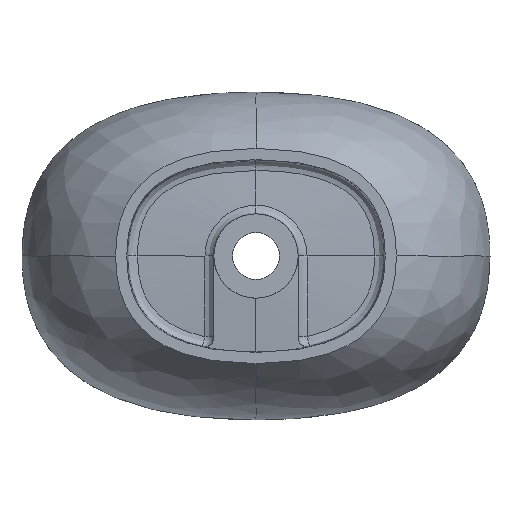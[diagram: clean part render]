
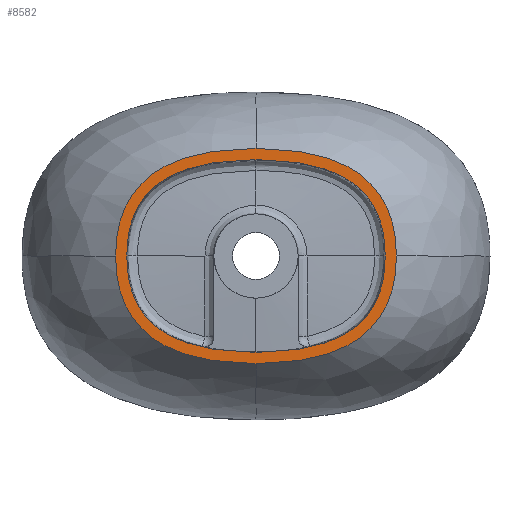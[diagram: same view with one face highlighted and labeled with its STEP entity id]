
A CAD part, front view. The second image highlights one B-rep face of the part: STEP entity #8582.
In plain terms, the highlighted planar face has unit normal (0, -1, 0).
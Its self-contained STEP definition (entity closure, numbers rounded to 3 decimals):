
#45=CARTESIAN_POINT('',(0.,-160.,-115.));
#2281=CARTESIAN_POINT('',(0.,-160.,-115.));
#2282=CARTESIAN_POINT('',(22.083,-160.,-115.));
#2283=CARTESIAN_POINT('',(52.417,-160.,-112.208));
#2284=CARTESIAN_POINT('',(86.276,-160.,-101.901));
#2285=CARTESIAN_POINT('',(108.066,-160.,-90.566));
#2286=CARTESIAN_POINT('',(125.898,-160.,-75.273));
#2287=CARTESIAN_POINT('',(139.352,-160.,-55.602));
#2288=CARTESIAN_POINT('',(147.93,-160.,-31.055));
#2289=CARTESIAN_POINT('',(150.,-160.,-11.042));
#2290=CARTESIAN_POINT('',(150.,-160.,0.));
#2292=CARTESIAN_POINT('',(0.,-160.,-115.));
#2293=CARTESIAN_POINT('',(-22.083,-160.,-115.));
#2294=CARTESIAN_POINT('',(-52.417,-160.,-112.208));
#2295=CARTESIAN_POINT('',(-86.276,-160.,-101.901));
#2296=CARTESIAN_POINT('',(-108.066,-160.,-90.566));
#2297=CARTESIAN_POINT('',(-125.898,-160.,-75.273));
#2298=CARTESIAN_POINT('',(-139.352,-160.,-55.602));
#2299=CARTESIAN_POINT('',(-147.93,-160.,-31.055));
#2300=CARTESIAN_POINT('',(-150.,-160.,-11.042));
#2301=CARTESIAN_POINT('',(-150.,-160.,0.));
#2303=CARTESIAN_POINT('',(0.,-160.,115.));
#2304=CARTESIAN_POINT('',(-22.083,-160.,115.));
#2305=CARTESIAN_POINT('',(-52.417,-160.,112.208));
#2306=CARTESIAN_POINT('',(-86.276,-160.,101.901));
#2307=CARTESIAN_POINT('',(-108.066,-160.,90.566));
#2308=CARTESIAN_POINT('',(-125.898,-160.,75.273));
#2309=CARTESIAN_POINT('',(-139.352,-160.,55.602));
#2310=CARTESIAN_POINT('',(-147.93,-160.,31.055));
#2311=CARTESIAN_POINT('',(-150.,-160.,11.042));
#2312=CARTESIAN_POINT('',(-150.,-160.,0.));
#2314=CARTESIAN_POINT('',(0.,-160.,115.));
#2315=CARTESIAN_POINT('',(22.083,-160.,115.));
#2316=CARTESIAN_POINT('',(52.417,-160.,112.208));
#2317=CARTESIAN_POINT('',(86.276,-160.,101.901));
#2318=CARTESIAN_POINT('',(108.066,-160.,90.566));
#2319=CARTESIAN_POINT('',(125.898,-160.,75.273));
#2320=CARTESIAN_POINT('',(139.352,-160.,55.602));
#2321=CARTESIAN_POINT('',(147.93,-160.,31.055));
#2322=CARTESIAN_POINT('',(150.,-160.,11.042));
#2323=CARTESIAN_POINT('',(150.,-160.,0.));
#2325=CARTESIAN_POINT('',(0.,-160.,103.));
#2326=CARTESIAN_POINT('',(21.409,-160.,103.));
#2327=CARTESIAN_POINT('',(50.469,-160.,100.269));
#2328=CARTESIAN_POINT('',(81.844,-160.,90.677));
#2329=CARTESIAN_POINT('',(101.389,-160.,80.466));
#2330=CARTESIAN_POINT('',(116.875,-160.,67.141));
#2331=CARTESIAN_POINT('',(128.462,-160.,50.219));
#2332=CARTESIAN_POINT('',(136.069,-160.,28.608));
#2333=CARTESIAN_POINT('',(138.,-160.,10.292));
#2334=CARTESIAN_POINT('',(138.,-160.,0.));
#2336=CARTESIAN_POINT('',(0.,-160.,103.));
#2337=CARTESIAN_POINT('',(-21.409,-160.,103.));
#2338=CARTESIAN_POINT('',(-50.469,-160.,100.269));
#2339=CARTESIAN_POINT('',(-81.844,-160.,90.677));
#2340=CARTESIAN_POINT('',(-101.389,-160.,80.466));
#2341=CARTESIAN_POINT('',(-116.875,-160.,67.141));
#2342=CARTESIAN_POINT('',(-128.462,-160.,50.219));
#2343=CARTESIAN_POINT('',(-136.069,-160.,28.608));
#2344=CARTESIAN_POINT('',(-138.,-160.,10.292));
#2345=CARTESIAN_POINT('',(-138.,-160.,0.));
#2347=CARTESIAN_POINT('',(0.,-160.,-103.));
#2348=CARTESIAN_POINT('',(-21.409,-160.,-103.));
#2349=CARTESIAN_POINT('',(-50.469,-160.,-100.269));
#2350=CARTESIAN_POINT('',(-81.844,-160.,-90.677));
#2351=CARTESIAN_POINT('',(-101.389,-160.,-80.466));
#2352=CARTESIAN_POINT('',(-116.875,-160.,-67.141));
#2353=CARTESIAN_POINT('',(-128.462,-160.,-50.219));
#2354=CARTESIAN_POINT('',(-136.069,-160.,-28.608));
#2355=CARTESIAN_POINT('',(-138.,-160.,-10.292));
#2356=CARTESIAN_POINT('',(-138.,-160.,0.));
#2358=CARTESIAN_POINT('',(0.,-160.,-103.));
#2359=CARTESIAN_POINT('',(21.409,-160.,-103.));
#2360=CARTESIAN_POINT('',(50.469,-160.,-100.269));
#2361=CARTESIAN_POINT('',(81.844,-160.,-90.677));
#2362=CARTESIAN_POINT('',(101.389,-160.,-80.466));
#2363=CARTESIAN_POINT('',(116.875,-160.,-67.141));
#2364=CARTESIAN_POINT('',(128.462,-160.,-50.219));
#2365=CARTESIAN_POINT('',(136.069,-160.,-28.608));
#2366=CARTESIAN_POINT('',(138.,-160.,-10.292));
#2367=CARTESIAN_POINT('',(138.,-160.,0.));
#2494=CARTESIAN_POINT('',(0.,-160.,115.));
#2636=VERTEX_POINT('',#45);
#2638=VERTEX_POINT('',#2494);
#2640=VERTEX_POINT('',#2290);
#2641=VERTEX_POINT('',#2301);
#2692=VERTEX_POINT('',#2358);
#2693=VERTEX_POINT('',#2367);
#2694=VERTEX_POINT('',#2325);
#2695=VERTEX_POINT('',#2356);
#8561=CARTESIAN_POINT('',(0.,-160.,0.));
#8562=DIRECTION('',(0.,-1.,0.));
#8563=DIRECTION('',(-1.,0.,0.));
#8564=AXIS2_PLACEMENT_3D('',#8561,#8562,#8563);
#8565=PLANE('',#8564);
#8567=ORIENTED_EDGE('',*,*,#8566,.F.);
#8568=ORIENTED_EDGE('',*,*,#2862,.T.);
#8570=ORIENTED_EDGE('',*,*,#8569,.F.);
#8572=ORIENTED_EDGE('',*,*,#8571,.T.);
#8573=EDGE_LOOP('',(#8567,#8568,#8570,#8572));
#8574=FACE_OUTER_BOUND('',#8573,.F.);
#8575=ORIENTED_EDGE('',*,*,#8554,.F.);
#8576=ORIENTED_EDGE('',*,*,#6922,.T.);
#8577=ORIENTED_EDGE('',*,*,#6986,.F.);
#8579=ORIENTED_EDGE('',*,*,#8578,.T.);
#8580=EDGE_LOOP('',(#8575,#8576,#8577,#8579));
#8581=FACE_BOUND('',#8580,.F.);
#8582=ADVANCED_FACE('',(#8574,#8581),#8565,.T.);
#2291=B_SPLINE_CURVE_WITH_KNOTS('',3,(#2281,#2282,#2283,#2284,#2285,#2286,#2287,
#2288,#2289,#2290),.UNSPECIFIED.,.F.,.F.,(4,1,1,1,1,1,1,4),(0.,0.25,0.375,
0.5,0.625,0.75,0.875,1.),.UNSPECIFIED.);
#2302=B_SPLINE_CURVE_WITH_KNOTS('',3,(#2292,#2293,#2294,#2295,#2296,#2297,#2298,
#2299,#2300,#2301),.UNSPECIFIED.,.F.,.F.,(4,1,1,1,1,1,1,4),(0.,0.25,0.375,
0.5,0.625,0.75,0.875,1.),.UNSPECIFIED.);
#2313=B_SPLINE_CURVE_WITH_KNOTS('',3,(#2303,#2304,#2305,#2306,#2307,#2308,#2309,
#2310,#2311,#2312),.UNSPECIFIED.,.F.,.F.,(4,1,1,1,1,1,1,4),(0.,0.25,0.375,
0.5,0.625,0.75,0.875,1.),.UNSPECIFIED.);
#2324=B_SPLINE_CURVE_WITH_KNOTS('',3,(#2314,#2315,#2316,#2317,#2318,#2319,#2320,
#2321,#2322,#2323),.UNSPECIFIED.,.F.,.F.,(4,1,1,1,1,1,1,4),(0.,0.25,0.375,
0.5,0.625,0.75,0.875,1.),.UNSPECIFIED.);
#2335=B_SPLINE_CURVE_WITH_KNOTS('',3,(#2325,#2326,#2327,#2328,#2329,#2330,#2331,
#2332,#2333,#2334),.UNSPECIFIED.,.F.,.F.,(4,1,1,1,1,1,1,4),(0.,0.25,0.375,
0.5,0.625,0.75,0.875,1.),.UNSPECIFIED.);
#2346=B_SPLINE_CURVE_WITH_KNOTS('',3,(#2336,#2337,#2338,#2339,#2340,#2341,#2342,
#2343,#2344,#2345),.UNSPECIFIED.,.F.,.F.,(4,1,1,1,1,1,1,4),(0.,0.25,0.375,
0.5,0.625,0.75,0.875,1.),.UNSPECIFIED.);
#2357=B_SPLINE_CURVE_WITH_KNOTS('',3,(#2347,#2348,#2349,#2350,#2351,#2352,#2353,
#2354,#2355,#2356),.UNSPECIFIED.,.F.,.F.,(4,1,1,1,1,1,1,4),(0.,0.25,0.375,
0.5,0.625,0.75,0.875,1.),.UNSPECIFIED.);
#2368=B_SPLINE_CURVE_WITH_KNOTS('',3,(#2358,#2359,#2360,#2361,#2362,#2363,#2364,
#2365,#2366,#2367),.UNSPECIFIED.,.F.,.F.,(4,1,1,1,1,1,1,4),(0.,0.25,0.375,
0.5,0.625,0.75,0.875,1.),.UNSPECIFIED.);
#2862=EDGE_CURVE('',#2636,#2641,#2302,.T.);
#6922=EDGE_CURVE('',#2694,#2695,#2346,.T.);
#6986=EDGE_CURVE('',#2692,#2695,#2357,.T.);
#8554=EDGE_CURVE('',#2694,#2693,#2335,.T.);
#8566=EDGE_CURVE('',#2636,#2640,#2291,.T.);
#8569=EDGE_CURVE('',#2638,#2641,#2313,.T.);
#8571=EDGE_CURVE('',#2638,#2640,#2324,.T.);
#8578=EDGE_CURVE('',#2692,#2693,#2368,.T.);
